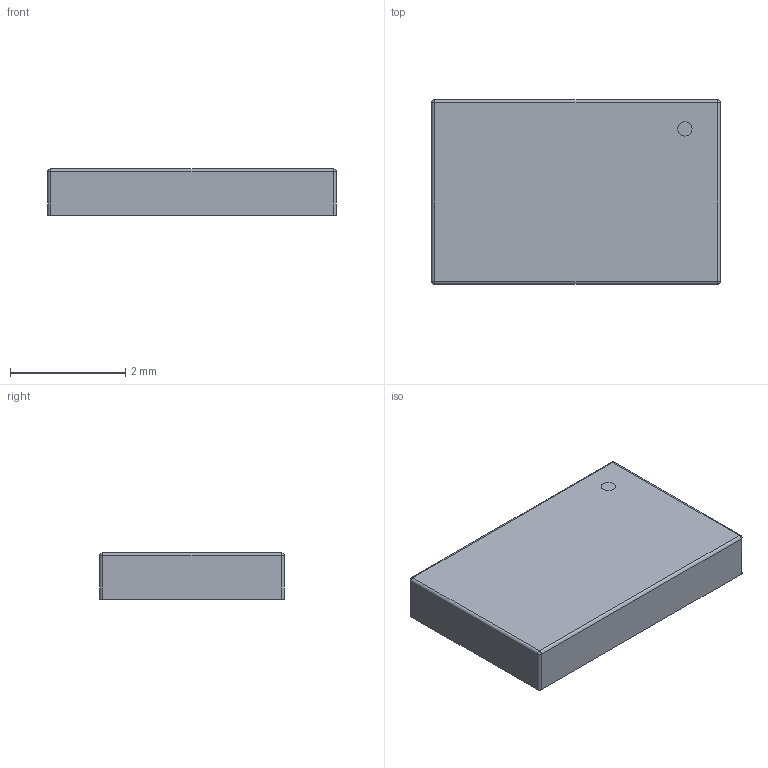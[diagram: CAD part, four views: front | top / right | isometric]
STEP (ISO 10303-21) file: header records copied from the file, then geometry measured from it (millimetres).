
FILE_DESCRIPTION (( 'STEP AP214' ), '1' );
FILE_NAME ('SIT9121AC-2C1-33E26.000000.STEP', '2023-01-13T03:21:51', ( '' ), ( '' ), 'SwSTEP 2.0', 'SolidWorks 2022', '' );
FILE_SCHEMA (( 'AUTOMOTIVE_DESIGN' ));
Length unit declared in the file: millimetre
Products named in the file (1): SIT9121AC-2C1-33E26.000000
Bounding box: 5 x 3.2 x 0.8 mm (x, y, z)
Volume: 12.8 mm3; surface area: 60.1 mm2
Topology: 8 solids, 8 shells, 139 faces, 340 edges, 220 vertices
Faces by surface type: plane 75, cylinder 60, sphere 4
Entity records: 5073 total; most frequent: DIRECTION 736, CARTESIAN_POINT 696, ORIENTED_EDGE 672, EDGE_CURVE 336, AXIS2_PLACEMENT_3D 260, VERTEX_POINT 220, VECTOR 216, LINE 216
